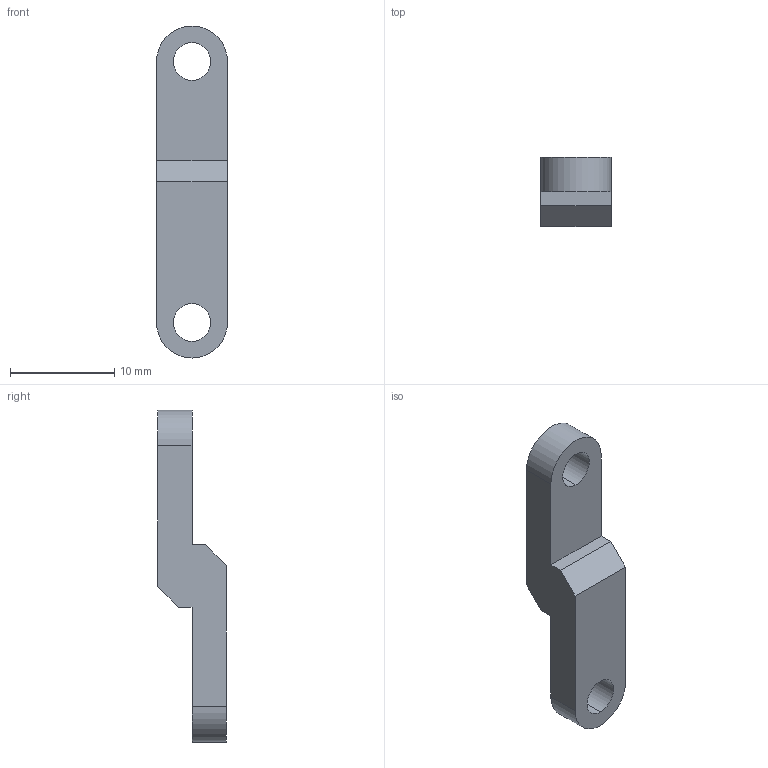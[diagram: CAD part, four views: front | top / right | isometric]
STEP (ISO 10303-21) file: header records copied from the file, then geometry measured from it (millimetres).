
FILE_DESCRIPTION (( 'STEP AP203' ), '1' );
FILE_NAME ('ACE D4 GRIPPER LINKAGE REV 1.STEP', '2023-03-11T19:17:56', ( '' ), ( '' ), 'SwSTEP 2.0', 'SolidWorks 2020', '' );
FILE_SCHEMA (( 'CONFIG_CONTROL_DESIGN' ));
Length unit declared in the file: millimetre
Products named in the file (1): ACE D4 GRIPPER LINKAGE REV 1
Bounding box: 6.8 x 6.6 x 31.8 mm (x, y, z)
Volume: 721.1 mm3; surface area: 742.6 mm2
Topology: 1 solids, 1 shells, 17 faces, 45 edges, 30 vertices
Faces by surface type: plane 10, cylinder 7
Entity records: 618 total; most frequent: DIRECTION 95, CARTESIAN_POINT 93, ORIENTED_EDGE 90, EDGE_CURVE 45, AXIS2_PLACEMENT_3D 32, LINE 31, VECTOR 31, VERTEX_POINT 30
